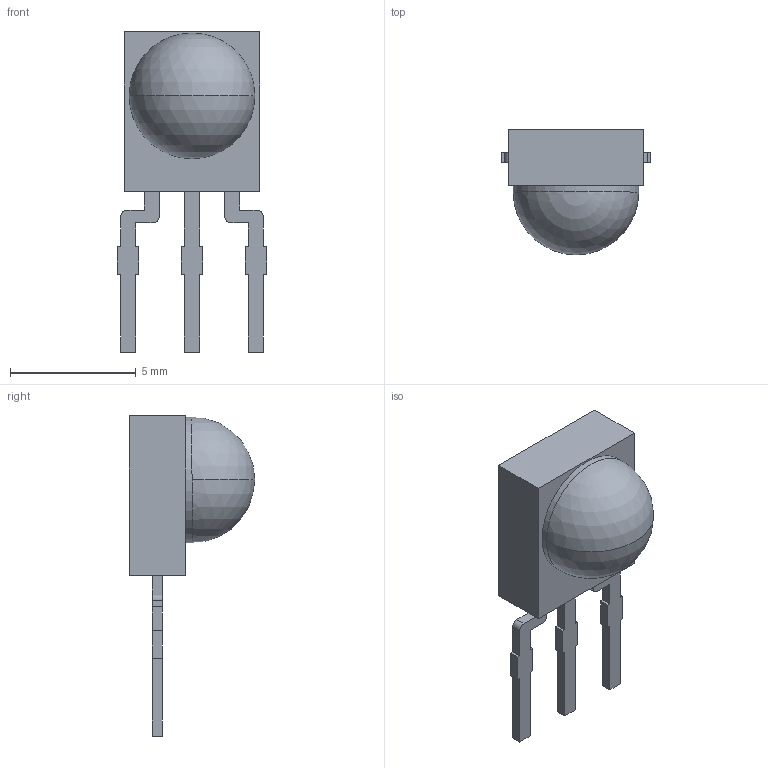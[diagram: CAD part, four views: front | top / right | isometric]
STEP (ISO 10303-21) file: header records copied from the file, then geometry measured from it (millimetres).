
FILE_DESCRIPTION(('FreeCAD Model'),'2;1');
FILE_NAME('Vishay_MINIMOLD-3pin.step','2018-01-27T15:59:34',('kicad StepUp'),( 'ksu MCAD'),'Open CASCADE STEP processor 6.8','FreeCAD','Unknown');
FILE_SCHEMA(('AUTOMOTIVE_DESIGN_CC2 { 1 2 10303 214 -1 1 5 4 }'));
Length unit declared in the file: millimetre
Products named in the file (1): Vishay_MINIMOLD-3pin
Bounding box: 5.93 x 5 x 12.75 mm (x, y, z)
Volume: 120.1 mm3; surface area: 188.8 mm2
Topology: 1 solids, 1 shells, 64 faces, 177 edges, 117 vertices
Faces by surface type: plane 57, cylinder 5, sphere 2
Full cylindrical faces by diameter (mm): 5 x1
Entity records: 1360 total; most frequent: ORIENTED_EDGE 264, EDGE_CURVE 175, LINE 161, CARTESIAN_POINT 155, VERTEX_POINT 117, AXIS2_PLACEMENT_3D 77, FACE_BOUND 68, EDGE_LOOP 68
